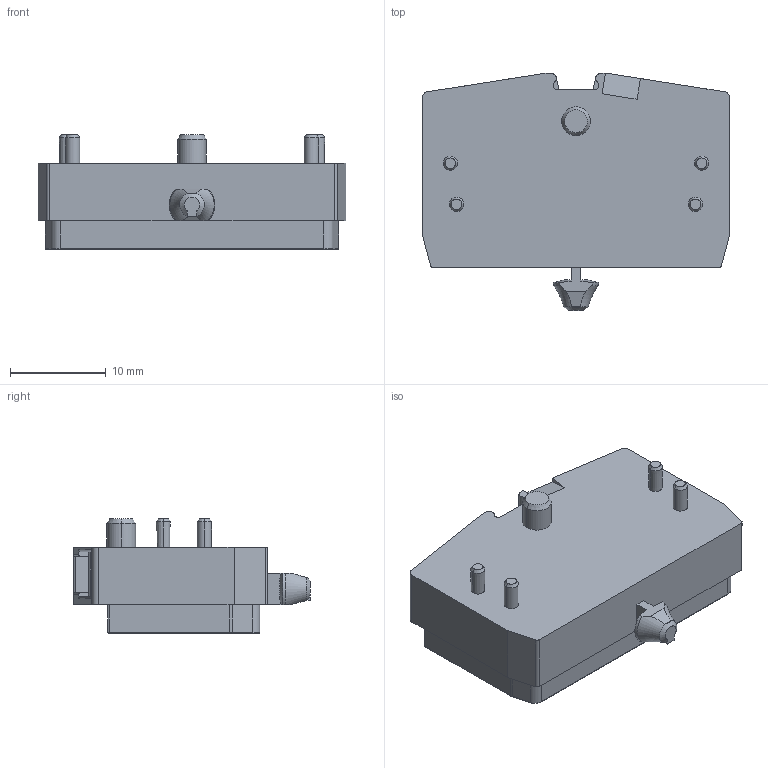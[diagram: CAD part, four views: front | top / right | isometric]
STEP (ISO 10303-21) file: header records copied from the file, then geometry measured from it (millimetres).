
FILE_DESCRIPTION((''),'2;1');
FILE_NAME('8YB754766','2023-11-14T',('dell'),(''),'PRO/ENGINEER BY PARAMETRIC TECHNOLOGY CORPORATION, 2013230','PRO/ENGINEER BY PARAMETRIC TECHNOLOGY CORPORATION, 2013230','');
FILE_SCHEMA(('AUTOMOTIVE_DESIGN { 1 0 10303 214 1 1 1 1 }'));
Length unit declared in the file: millimetre
Products named in the file (1): 8YB754766
Bounding box: 32.2 x 24.8 x 12 mm (x, y, z)
Volume: 3734.7 mm3; surface area: 2526.2 mm2
Topology: 1 solids, 2 shells, 208 faces, 540 edges, 346 vertices
Faces by surface type: plane 103, cylinder 68, cone 21, torus 14, bspline 2
Entity records: 6710 total; most frequent: CARTESIAN_POINT 1446, DIRECTION 1080, ORIENTED_EDGE 1080, EDGE_CURVE 540, AXIS2_PLACEMENT_3D 379, VERTEX_POINT 346, VECTOR 322, LINE 322
